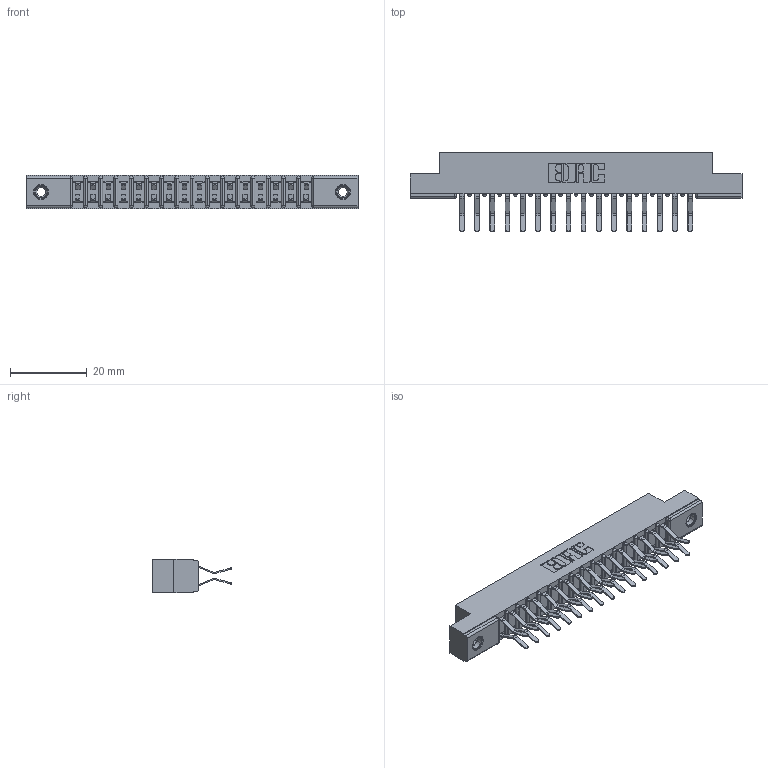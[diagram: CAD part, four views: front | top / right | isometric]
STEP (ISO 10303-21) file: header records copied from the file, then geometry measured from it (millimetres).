
FILE_DESCRIPTION (( 'STEP AP203' ), '1' );
FILE_NAME ('307-032-460-208.STEP', '2020-09-29T15:14:00', ( '' ), ( '' ), 'SwSTEP 2.0', 'SolidWorks 2020', '' );
FILE_SCHEMA (( 'CONFIG_CONTROL_DESIGN' ));
Length unit declared in the file: inch
Products named in the file (4): 307-290-001_560; 345-250-001_345-250-003-102; 307 Part_.156 Dia Mounting Holes; 307-032-460-208
Assembly tree (35 placements, depth 2):
  307-032-460-208
    307 Part_.156 Dia Mounting Holes
    307-290-001_560  x32
    345-250-001_345-250-003-102  x2
Bounding box: 86.41 x 20.73 x 8.71 mm (x, y, z)
Volume: 5686.2 mm3; surface area: 9994.3 mm2
Topology: 35 solids, 35 shells, 1795 faces, 5003 edges, 3238 vertices
Faces by surface type: plane 1158, cylinder 587, sphere 34, cone 12, torus 4
Entity records: 18723 total; most frequent: CARTESIAN_POINT 3055, ORIENTED_EDGE 3018, DIRECTION 3013, EDGE_CURVE 1509, VECTOR 1145, LINE 1145, VERTEX_POINT 976, AXIS2_PLACEMENT_3D 934
